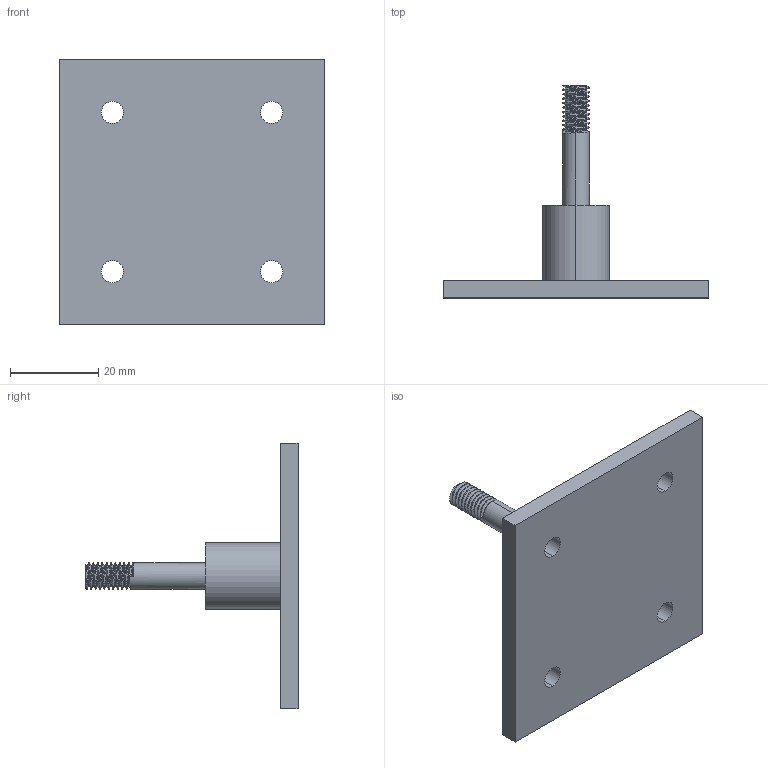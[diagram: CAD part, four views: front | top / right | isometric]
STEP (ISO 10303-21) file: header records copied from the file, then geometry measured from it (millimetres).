
FILE_DESCRIPTION (( 'STEP AP203' ), '1' );
FILE_NAME ('BRK-22-B.STEP', '2025-11-06T19:30:58', ( '' ), ( '' ), 'SwSTEP 2.0', 'SolidWorks 2018', '' );
FILE_SCHEMA (( 'CONFIG_CONTROL_DESIGN' ));
Length unit declared in the file: millimetre
Products named in the file (1): BRK-22-B
Bounding box: 60 x 48 x 60 mm (x, y, z)
Volume: 17797.2 mm3; surface area: 9651.4 mm2
Topology: 1 solids, 1 shells, 44 faces, 120 edges, 80 vertices
Faces by surface type: cylinder 32, plane 9, bspline 3
Entity records: 3102 total; most frequent: CARTESIAN_POINT 2023, ORIENTED_EDGE 240, DIRECTION 178, EDGE_CURVE 120, VERTEX_POINT 80, AXIS2_PLACEMENT_3D 65, EDGE_LOOP 54, VECTOR 48
